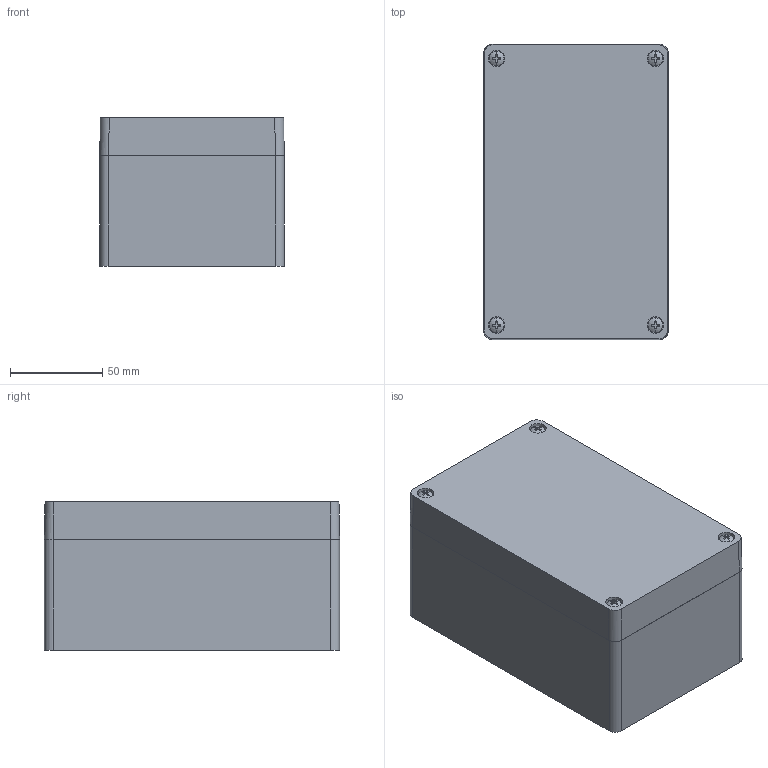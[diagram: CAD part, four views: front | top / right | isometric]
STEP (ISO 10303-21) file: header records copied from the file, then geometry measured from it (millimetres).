
FILE_DESCRIPTION (( 'STEP AP214' ), '1' );
FILE_NAME ('2011389.stp', '2019-08-21T12:58:07', ( '' ), ( '' ), 'SwSTEP 2.0', 'SolidWorks 2018', '' );
FILE_SCHEMA (( 'AUTOMOTIVE_DESIGN' ));
Length unit declared in the file: millimetre
Products named in the file (4): 064350_161008; P_063643_1_ISO 7045 - M4 x 12 - Z --- 12N; 2011389; 064360_151008
Assembly tree (6 placements, depth 2):
  2011389
    064350_161008
    064360_151008
    P_063643_1_ISO 7045 - M4 x 12 - Z --- 12N  x4
Bounding box: 100 x 160 x 80.5 mm (x, y, z)
Volume: 423415.7 mm3; surface area: 148659.8 mm2
Topology: 6 solids, 6 shells, 208 faces, 534 edges, 346 vertices
Faces by surface type: plane 112, cylinder 76, cone 12, sphere 8
Entity records: 4570 total; most frequent: DIRECTION 798, CARTESIAN_POINT 776, ORIENTED_EDGE 720, EDGE_CURVE 360, AXIS2_PLACEMENT_3D 292, VERTEX_POINT 238, VECTOR 214, LINE 214
